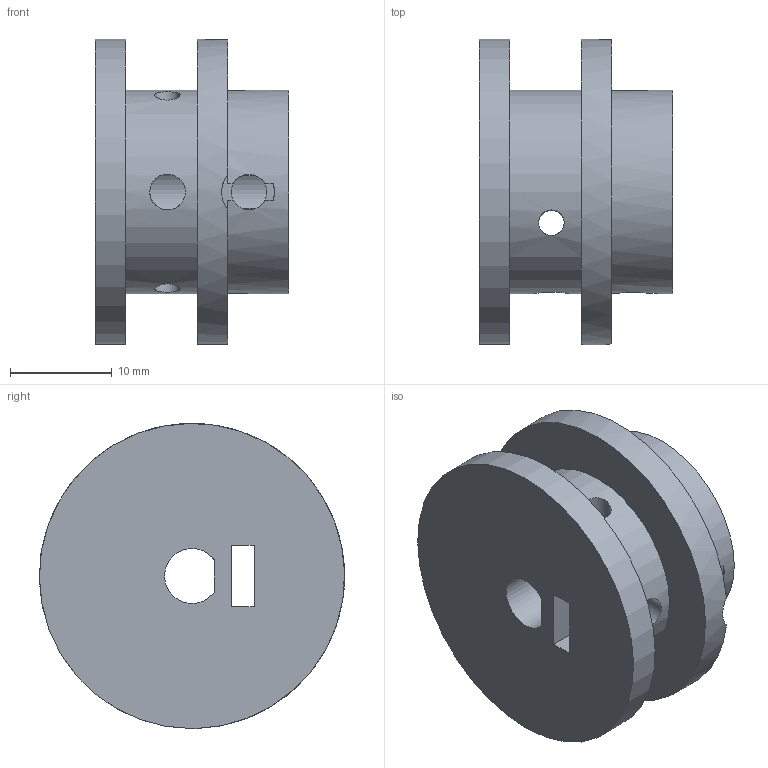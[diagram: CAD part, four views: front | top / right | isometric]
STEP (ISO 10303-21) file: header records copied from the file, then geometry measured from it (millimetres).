
FILE_DESCRIPTION(/* description */ (''),/* implementation_level */ '2;1');
FILE_NAME(/* name */ 'Wire wheel.step',/* time_stamp */ '2023-06-27T16:03:29-05:00',/* author */ (''),/* organization */ (''),/* preprocessor_version */ 'ST-DEVELOPER v19.2',/* originating_system */ 'Autodesk Translation Framework v12.6.0.85',/* authorisation */ '');
FILE_SCHEMA (('AUTOMOTIVE_DESIGN { 1 0 10303 214 3 1 1 }'));
Length unit declared in the file: millimetre
Products named in the file (1): Candy Claw 3D render
Bounding box: 19 x 30 x 30 mm (x, y, z)
Volume: 7470.5 mm3; surface area: 4281.2 mm2
Topology: 1 solids, 1 shells, 38 faces, 124 edges, 83 vertices
Faces by surface type: cylinder 21, plane 17
Full cylindrical faces by diameter (mm): 2.5 x2, 3.5 x2, 20 x2
Entity records: 1663 total; most frequent: CARTESIAN_POINT 543, ORIENTED_EDGE 248, DIRECTION 207, EDGE_CURVE 124, VERTEX_POINT 83, AXIS2_PLACEMENT_3D 73, LINE 61, VECTOR 61
